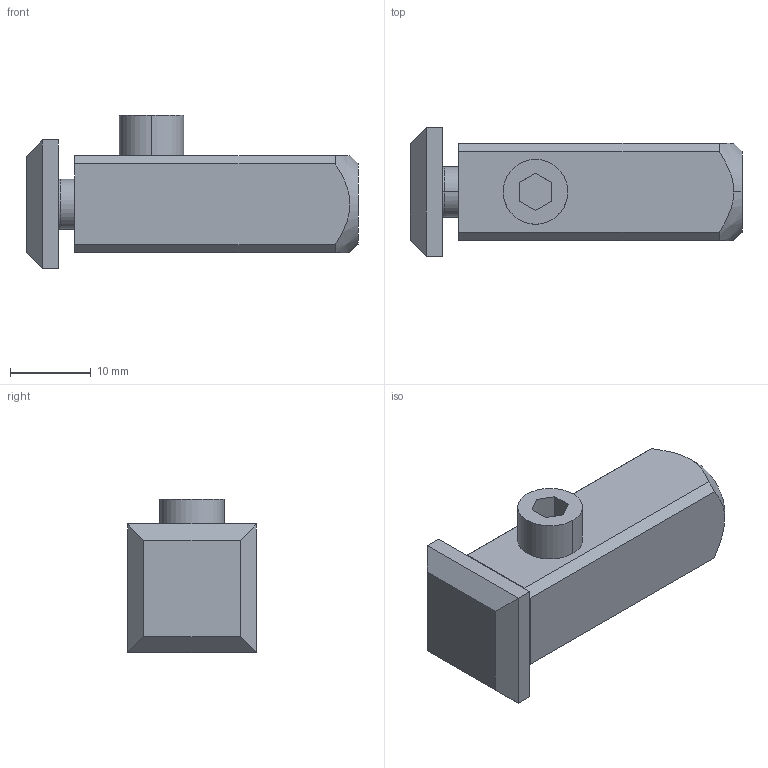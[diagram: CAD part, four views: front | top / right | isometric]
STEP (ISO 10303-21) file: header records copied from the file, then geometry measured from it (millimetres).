
FILE_DESCRIPTION(('Creo Elements/Direct Modeling STEP Export'),'2;1');
FILE_NAME('33.0041_Profilverbinder-MMS-33_drehgesichert.stp','2022-03-18T13:57:06',(''),(''),'PTC Creo Elements/Direct Modeling STEP processor for AP214 (Solid Model)','PTC Creo Elements/Direct Modeling 19.0C 15-Aug-2015 (C) Parametric Technology GmbH','');
FILE_SCHEMA(('AUTOMOTIVE_DESIGN { 1 0 10303 214 1 1 1 1 }'));
Length unit declared in the file: millimetre
Products named in the file (5): Hammer-MMS-33_4Kant-Hammer_96.3004_PX175920; Spannschraube-MMS-33_M8x12-45H-verz_96.3003_PX175910.02; Druckfeder-DIN2098_D6x04x16_96.3002_PX173339.02; Verbinderklotz-MMS-33_96.3001_PX175916.02; Profilverbinder-MMS-33_drehgesichert_33.0041_PX175921
Assembly tree (4 placements, depth 2):
  Profilverbinder-MMS-33_drehgesichert_33.0041_PX175921
    Verbinderklotz-MMS-33_96.3001_PX175916.02
    Druckfeder-DIN2098_D6x04x16_96.3002_PX173339.02
    Spannschraube-MMS-33_M8x12-45H-verz_96.3003_PX175910.02
    Hammer-MMS-33_4Kant-Hammer_96.3004_PX175920
Bounding box: 41 x 15.9 x 18.95 mm (x, y, z)
Volume: 5670.4 mm3; surface area: 4105.2 mm2
Topology: 4 solids, 4 shells, 70 faces, 175 edges, 109 vertices
Faces by surface type: plane 32, cylinder 14, cone 12, bspline 10, torus 2
Entity records: 5635 total; most frequent: CARTESIAN_POINT 3959, ORIENTED_EDGE 338, DIRECTION 244, EDGE_CURVE 169, VERTEX_POINT 109, AXIS2_PLACEMENT_3D 84, VECTOR 76, LINE 76
